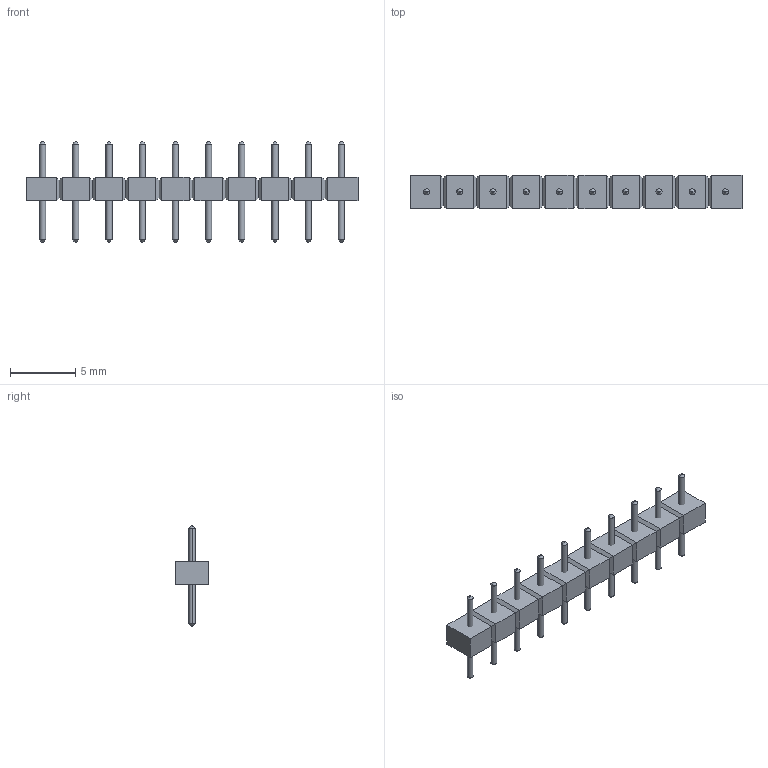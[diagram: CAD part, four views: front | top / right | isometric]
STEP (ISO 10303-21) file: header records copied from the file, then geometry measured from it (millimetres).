
FILE_DESCRIPTION (( 'STEP AP214' ), '1' );
FILE_NAME ('BBL-110-G-E.stp', '2023-02-16T10:33:07', ( '' ), ( '' ), 'SwSTEP 2.0', 'SolidWorks 2022', '' );
FILE_SCHEMA (( 'AUTOMOTIVE_DESIGN' ));
Length unit declared in the file: millimetre
Products named in the file (4): BBL-110-G-E; BBL-110-G-E.stp; LeadsArray.stp; Body.stp
Assembly tree (3 placements, depth 3):
  BBL-110-G-E
    BBL-110-G-E.stp
      Body.stp
      LeadsArray.stp
Bounding box: 25.4 x 2.54 x 7.7 mm (x, y, z)
Volume: 123.6 mm3; surface area: 348.4 mm2
Topology: 11 solids, 11 shells, 194 faces, 368 edges, 196 vertices
Faces by surface type: plane 134, cone 40, cylinder 20
Entity records: 5745 total; most frequent: DIRECTION 850, CARTESIAN_POINT 765, ORIENTED_EDGE 736, EDGE_CURVE 368, VECTOR 288, LINE 288, AXIS2_PLACEMENT_3D 281, VERTEX_POINT 196
